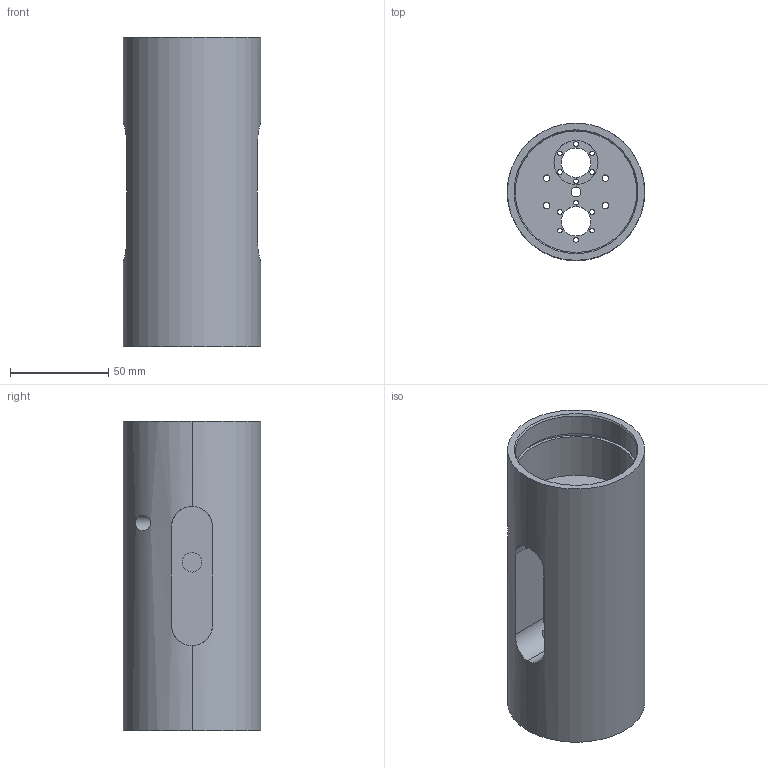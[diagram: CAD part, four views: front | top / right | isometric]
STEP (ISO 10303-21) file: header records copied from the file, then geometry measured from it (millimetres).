
FILE_DESCRIPTION (( 'STEP AP214' ), '1' );
FILE_NAME ('RICCI_USI_001.STEP', '2019-06-20T14:14:07', ( '' ), ( '' ), 'SwSTEP 2.0', 'SolidWorks 2018', '' );
FILE_SCHEMA (( 'AUTOMOTIVE_DESIGN' ));
Length unit declared in the file: millimetre
Products named in the file (1): RICCI_USI_001
Bounding box: 70 x 70 x 158 mm (x, y, z)
Volume: 250172.6 mm3; surface area: 78959.9 mm2
Topology: 1 solids, 1 shells, 116 faces, 300 edges, 198 vertices
Faces by surface type: cylinder 90, plane 22, cone 4
Entity records: 4786 total; most frequent: CARTESIAN_POINT 1509, DIRECTION 652, ORIENTED_EDGE 600, EDGE_CURVE 300, AXIS2_PLACEMENT_3D 271, VERTEX_POINT 198, EDGE_LOOP 178, CIRCLE 154
